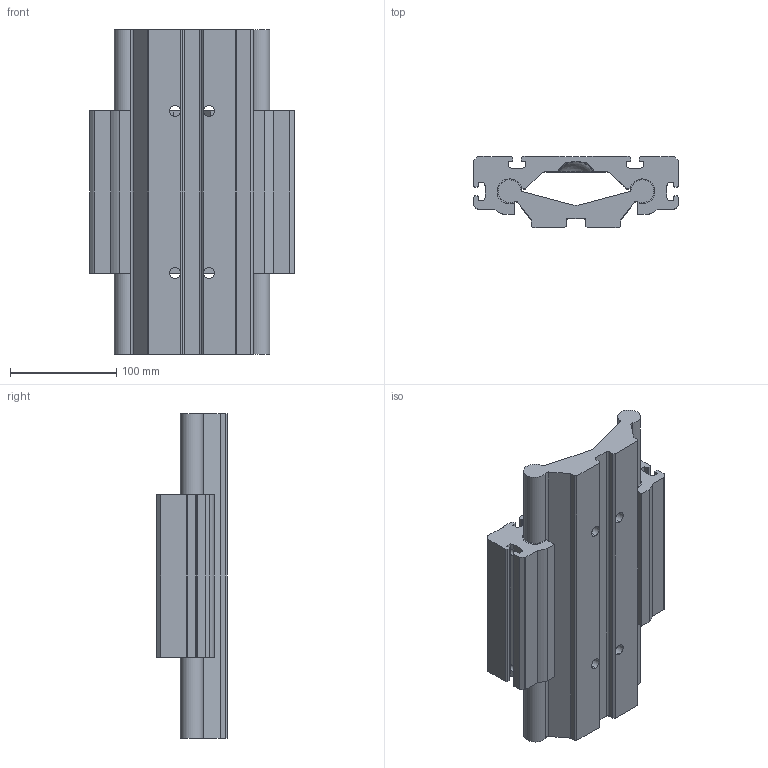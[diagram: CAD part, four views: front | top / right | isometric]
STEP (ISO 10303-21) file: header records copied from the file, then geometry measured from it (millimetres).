
FILE_DESCRIPTION (( 'STEP AP214' ), '1' );
FILE_NAME ('GST_86A7DC2D19.step', '2022-11-14T22:55:04', ( '' ), ( '' ), 'SwSTEP 2.0', 'SolidWorks 2019', '' );
FILE_SCHEMA (( 'AUTOMOTIVE_DESIGN' ));
Length unit declared in the file: inch
Products named in the file (5): Dut9hubICz_CADModel_0; GST_86A7DC2D19; Dut9hubICz_CADModel_1
Assembly tree (2 placements, depth 2):
  Dut9hubICz_CADModel_0
  GST_86A7DC2D19
    Dut9hubICz_CADModel_1
    Dut9hubICz_CADModel_0
  Dut9hubICz_CADModel_1
Bounding box: 192.53 x 66.67 x 304.8 mm (x, y, z)
Volume: 1659268.4 mm3; surface area: 264686.5 mm2
Topology: 6 solids, 6 shells, 259 faces, 743 edges, 490 vertices
Faces by surface type: plane 166, cylinder 89, cone 3, sphere 1
Entity records: 12244 total; most frequent: CARTESIAN_POINT 1876, ORIENTED_EDGE 1486, DIRECTION 1383, EDGE_CURVE 743, VECTOR 501, LINE 501, VERTEX_POINT 490, AXIS2_PLACEMENT_3D 441
